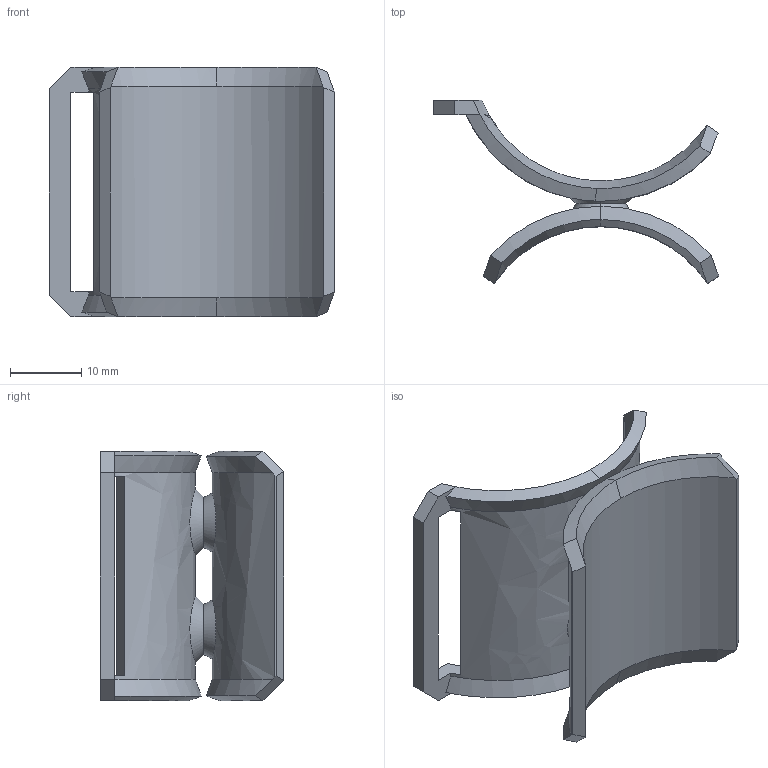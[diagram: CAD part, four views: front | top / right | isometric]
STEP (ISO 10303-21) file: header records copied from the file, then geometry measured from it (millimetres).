
FILE_DESCRIPTION(/* description */ (''),/* implementation_level */ '2;1');
FILE_NAME(/* name */ '1199749',/* time_stamp */ '2015-11-06T15:54:40+01:00',/* author */ (''),/* organization */ (''),/* preprocessor_version */ 'ST-DEVELOPER v15',/* originating_system */ '',/* authorisation */ '');
FILE_SCHEMA (('CONFIG_CONTROL_DESIGN'));
Length unit declared in the file: millimetre
Products named in the file (1): Document
Bounding box: 40 x 25.72 x 35 mm (x, y, z)
Volume: 5726.4 mm3; surface area: 6252.6 mm2
Topology: 2 solids, 2 shells, 58 faces, 150 edges, 98 vertices
Faces by surface type: bspline 38, plane 20
Entity records: 2945 total; most frequent: CARTESIAN_POINT 1950, ORIENTED_EDGE 300, EDGE_CURVE 150, B_SPLINE_CURVE_WITH_KNOTS 105, VERTEX_POINT 98, EDGE_LOOP 62, ADVANCED_FACE 58, FACE_OUTER_BOUND 58
